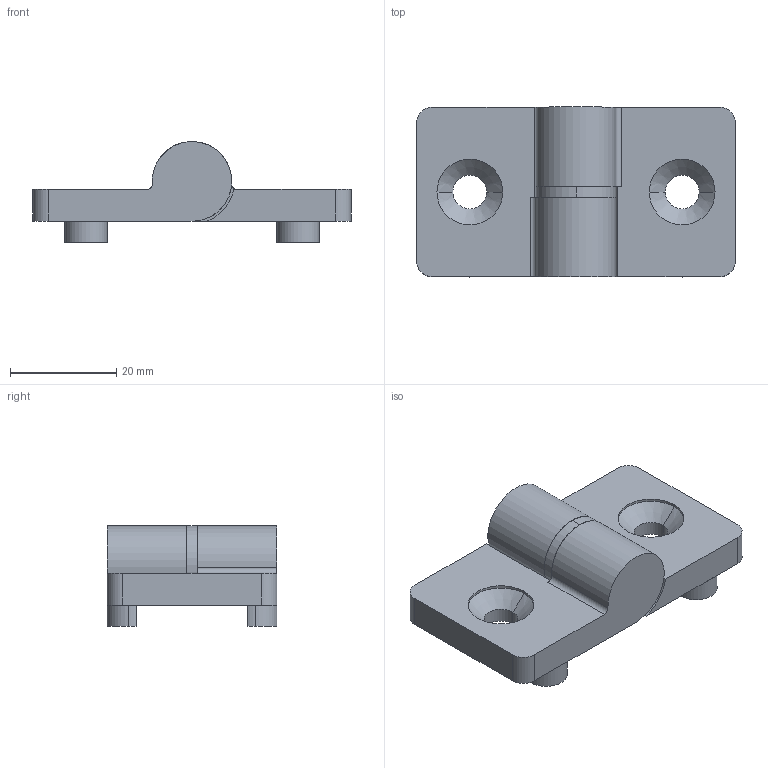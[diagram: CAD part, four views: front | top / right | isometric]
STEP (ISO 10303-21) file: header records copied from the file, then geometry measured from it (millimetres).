
FILE_DESCRIPTION (( 'STEP AP214' ), '1' );
FILE_NAME ('1.62.41L.STEP', '2024-10-09T17:18:25', ( '' ), ( '' ), 'SwSTEP 2.0', 'SolidWorks 2024', '' );
FILE_SCHEMA (( 'AUTOMOTIVE_DESIGN' ));
Length unit declared in the file: millimetre
Products named in the file (1): 1.62.41L
Bounding box: 60 x 32 x 19 mm (x, y, z)
Volume: 14705.2 mm3; surface area: 8012.4 mm2
Topology: 4 solids, 4 shells, 74 faces, 176 edges, 112 vertices
Faces by surface type: cylinder 40, plane 26, cone 8
Entity records: 2222 total; most frequent: DIRECTION 414, CARTESIAN_POINT 363, ORIENTED_EDGE 352, EDGE_CURVE 176, AXIS2_PLACEMENT_3D 163, VERTEX_POINT 112, CIRCLE 88, VECTOR 88
